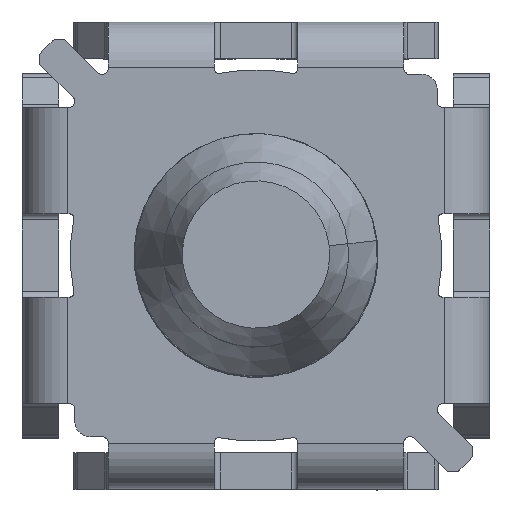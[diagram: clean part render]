
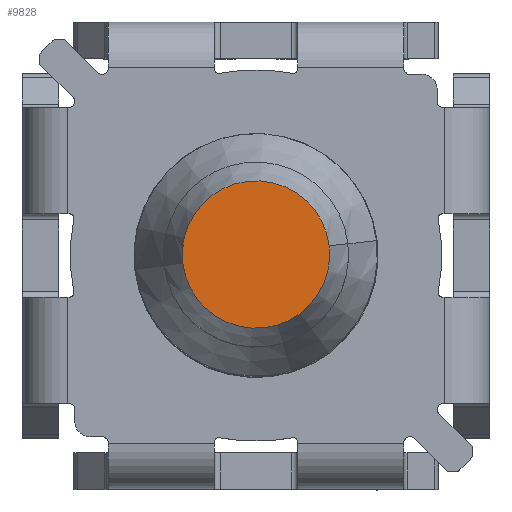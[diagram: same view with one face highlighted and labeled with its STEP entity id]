
A CAD part, top view. The second image highlights one B-rep face of the part: STEP entity #9828.
In plain terms, the highlighted planar face has unit normal (0, 0, 1).
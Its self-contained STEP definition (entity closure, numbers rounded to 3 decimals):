
#3627 = ORIENTED_EDGE ( 'NONE', *, *, #32775, .F. ) ;
#5667 = AXIS2_PLACEMENT_3D ( 'NONE', #35143, #22438, #37576 ) ;
#6508 = CARTESIAN_POINT ( 'NONE',  ( 3.033, -7.987, 19. ) ) ;
#7017 = PLANE ( 'NONE',  #5667 ) ;
#7356 = AXIS2_PLACEMENT_3D ( 'NONE', #14681, #11590, #18206 ) ;
#9828 = ADVANCED_FACE ( 'NONE', ( #19787 ), #7017, .T. ) ;
#9936 = CARTESIAN_POINT ( 'NONE',  ( 7.856, -7.413, 19. ) ) ;
#11553 = DIRECTION ( 'NONE',  ( 0., 0., -1. ) ) ;
#11590 = DIRECTION ( 'NONE',  ( 0., 0., -1. ) ) ;
#11724 = EDGE_LOOP ( 'NONE', ( #11788, #3627 ) ) ;
#11788 = ORIENTED_EDGE ( 'NONE', *, *, #21709, .F. ) ;
#13361 = CIRCLE ( 'NONE', #7356, 2.429 ) ;
#14631 = DIRECTION ( 'NONE',  ( 0.118, -0.993, 0. ) ) ;
#14681 = CARTESIAN_POINT ( 'NONE',  ( 5.445, -7.7, 19. ) ) ;
#18206 = DIRECTION ( 'NONE',  ( 0.118, -0.993, 0. ) ) ;
#19787 = FACE_OUTER_BOUND ( 'NONE', #11724, .T. ) ;
#21709 = EDGE_CURVE ( 'NONE', #36282, #39533, #25843, .T. ) ;
#22438 = DIRECTION ( 'NONE',  ( 0., 0., 1. ) ) ;
#25843 = CIRCLE ( 'NONE', #38103, 2.429 ) ;
#30086 = CARTESIAN_POINT ( 'NONE',  ( 5.445, -7.7, 19. ) ) ;
#32775 = EDGE_CURVE ( 'NONE', #39533, #36282, #13361, .T. ) ;
#35143 = CARTESIAN_POINT ( 'NONE',  ( 5.445, -7.7, 19. ) ) ;
#36282 = VERTEX_POINT ( 'NONE', #6508 ) ;
#37576 = DIRECTION ( 'NONE',  ( -0.993, -0.118, 0. ) ) ;
#38103 = AXIS2_PLACEMENT_3D ( 'NONE', #30086, #11553, #14631 ) ;
#39533 = VERTEX_POINT ( 'NONE', #9936 ) ;
